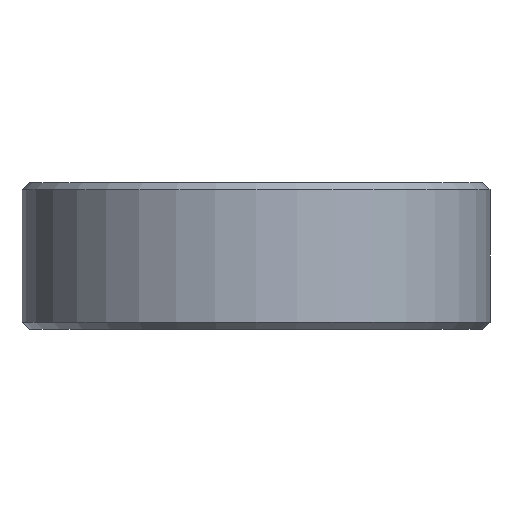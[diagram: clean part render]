
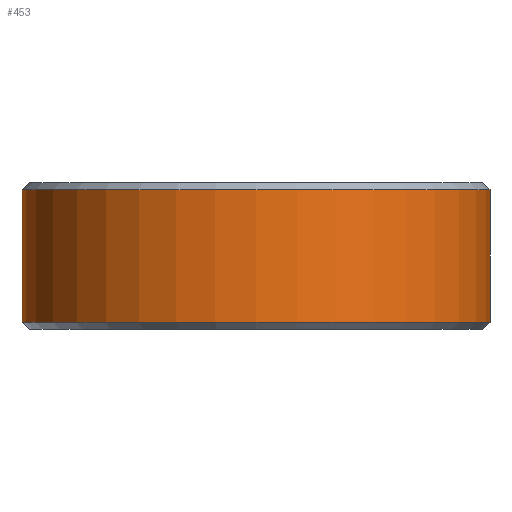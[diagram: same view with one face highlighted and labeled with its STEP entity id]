
A CAD part, front view. The second image highlights one B-rep face of the part: STEP entity #453.
In plain terms, the highlighted cylindrical face has radius 7.938 mm (diameter 15.875 mm), a full revolution.
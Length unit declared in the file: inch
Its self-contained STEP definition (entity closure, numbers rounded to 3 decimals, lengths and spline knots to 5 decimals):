
#83=FACE_OUTER_BOUND('',#119,.T.);
#119=EDGE_LOOP('',(#347,#348,#349,#350,#351));
#162=LINE('',#784,#176);
#176=VECTOR('',#623,0.3125);
#192=CIRCLE('',#523,0.3125);
#194=CIRCLE('',#526,0.3125);
#195=CIRCLE('',#527,0.3125);
#231=VERTEX_POINT('',#774);
#233=VERTEX_POINT('',#780);
#234=VERTEX_POINT('',#781);
#284=EDGE_CURVE('',#231,#231,#192,.T.);
#287=EDGE_CURVE('',#233,#234,#194,.T.);
#288=EDGE_CURVE('',#234,#233,#195,.T.);
#289=EDGE_CURVE('',#234,#231,#162,.T.);
#347=ORIENTED_EDGE('',*,*,#287,.F.);
#348=ORIENTED_EDGE('',*,*,#288,.F.);
#349=ORIENTED_EDGE('',*,*,#289,.T.);
#350=ORIENTED_EDGE('',*,*,#284,.T.);
#351=ORIENTED_EDGE('',*,*,#289,.F.);
#441=CYLINDRICAL_SURFACE('',#525,0.3125);
#453=ADVANCED_FACE('',(#83),#441,.T.);
#523=AXIS2_PLACEMENT_3D('',#775,#612,#613);
#525=AXIS2_PLACEMENT_3D('',#779,#617,#618);
#526=AXIS2_PLACEMENT_3D('',#782,#619,#620);
#527=AXIS2_PLACEMENT_3D('',#783,#621,#622);
#612=DIRECTION('center_axis',(0.,0.,1.));
#613=DIRECTION('ref_axis',(1.,0.,0.));
#617=DIRECTION('center_axis',(0.,0.,1.));
#618=DIRECTION('ref_axis',(1.,0.,0.));
#619=DIRECTION('center_axis',(0.,0.,1.));
#620=DIRECTION('ref_axis',(1.,0.,0.));
#621=DIRECTION('center_axis',(0.,0.,1.));
#622=DIRECTION('ref_axis',(1.,0.,0.));
#623=DIRECTION('',(0.,0.,-1.));
#774=CARTESIAN_POINT('',(-0.3125,0.,-0.0882));
#775=CARTESIAN_POINT('Origin',(0.,0.,-0.0882));
#779=CARTESIAN_POINT('Origin',(0.,0.,0.098));
#780=CARTESIAN_POINT('',(0.3125,0.,0.0882));
#781=CARTESIAN_POINT('',(-0.3125,0.,0.0882));
#782=CARTESIAN_POINT('Origin',(0.,0.,0.0882));
#783=CARTESIAN_POINT('Origin',(0.,0.,0.0882));
#784=CARTESIAN_POINT('',(-0.3125,0.,0.098));
